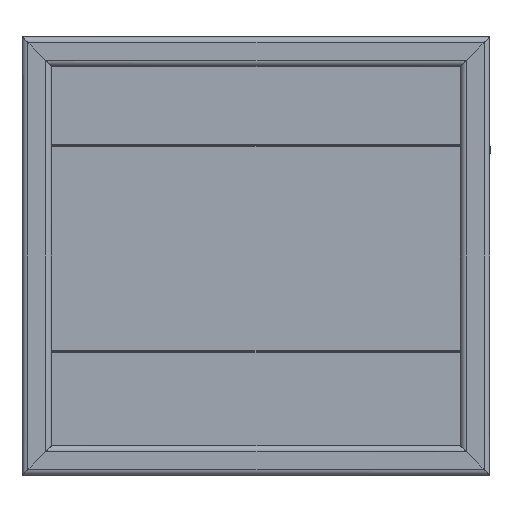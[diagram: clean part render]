
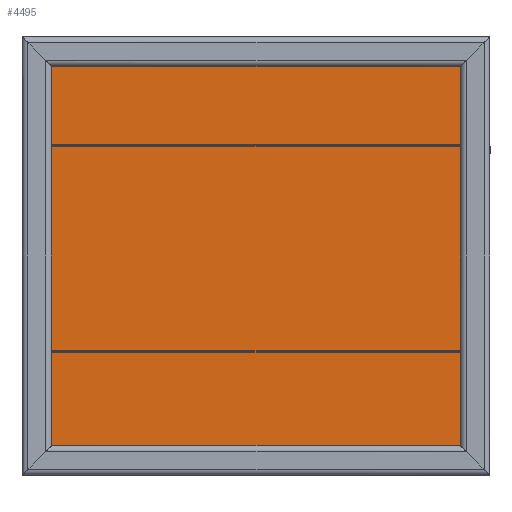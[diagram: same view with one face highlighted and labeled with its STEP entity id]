
A CAD part, front view. The second image highlights one B-rep face of the part: STEP entity #4495.
In plain terms, the highlighted face is planar.
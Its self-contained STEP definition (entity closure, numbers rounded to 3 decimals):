
#170 = CARTESIAN_POINT ( 'NONE',  ( -20., 20., 20. ) ) ;
#1029 = VECTOR ( 'NONE', #4422, 1000. ) ;
#1675 = VERTEX_POINT ( 'NONE', #14538 ) ;
#2454 = FACE_OUTER_BOUND ( 'NONE', #7998, .T. ) ;
#2750 = LINE ( 'NONE', #8304, #9838 ) ;
#3161 = DIRECTION ( 'NONE',  ( 1., 0., 0. ) ) ;
#3832 = EDGE_CURVE ( 'NONE', #6076, #8542, #6834, .T. ) ;
#4422 = DIRECTION ( 'NONE',  ( 1., 0., 0. ) ) ;
#4489 = EDGE_CURVE ( 'NONE', #14299, #6076, #17269, .T. ) ;
#4495 = ADVANCED_FACE ( 'NONE', ( #2454 ), #4552, .F. ) ;
#4496 = CARTESIAN_POINT ( 'NONE',  ( 0., 0., 20. ) ) ;
#4498 = CARTESIAN_POINT ( 'NONE',  ( -20., -570., 20. ) ) ;
#4552 = PLANE ( 'NONE',  #5334 ) ;
#5334 = AXIS2_PLACEMENT_3D ( 'NONE', #4496, #13915, #3161 ) ;
#5347 = DIRECTION ( 'NONE',  ( -1., 0., 0. ) ) ;
#5571 = VECTOR ( 'NONE', #16390, 1000. ) ;
#5835 = CARTESIAN_POINT ( 'NONE',  ( -20., 20., 20. ) ) ;
#6076 = VERTEX_POINT ( 'NONE', #4498 ) ;
#6334 = ORIENTED_EDGE ( 'NONE', *, *, #15198, .F. ) ;
#6834 = LINE ( 'NONE', #15283, #1029 ) ;
#7998 = EDGE_LOOP ( 'NONE', ( #17021, #6334, #13125, #8635 ) ) ;
#8304 = CARTESIAN_POINT ( 'NONE',  ( 610., 20., 20. ) ) ;
#8373 = EDGE_CURVE ( 'NONE', #8542, #1675, #2750, .T. ) ;
#8542 = VERTEX_POINT ( 'NONE', #14073 ) ;
#8635 = ORIENTED_EDGE ( 'NONE', *, *, #3832, .F. ) ;
#9838 = VECTOR ( 'NONE', #16245, 1000. ) ;
#11700 = VECTOR ( 'NONE', #5347, 1000. ) ;
#13125 = ORIENTED_EDGE ( 'NONE', *, *, #8373, .F. ) ;
#13346 = CARTESIAN_POINT ( 'NONE',  ( -20., 20., 20. ) ) ;
#13915 = DIRECTION ( 'NONE',  ( 0., 0., 1. ) ) ;
#14073 = CARTESIAN_POINT ( 'NONE',  ( 610., -570., 20. ) ) ;
#14299 = VERTEX_POINT ( 'NONE', #170 ) ;
#14538 = CARTESIAN_POINT ( 'NONE',  ( 610., 20., 20. ) ) ;
#14861 = LINE ( 'NONE', #13346, #11700 ) ;
#15198 = EDGE_CURVE ( 'NONE', #1675, #14299, #14861, .T. ) ;
#15283 = CARTESIAN_POINT ( 'NONE',  ( -20., -570., 20. ) ) ;
#16245 = DIRECTION ( 'NONE',  ( 0., 1., 0. ) ) ;
#16390 = DIRECTION ( 'NONE',  ( 0., -1., 0. ) ) ;
#17021 = ORIENTED_EDGE ( 'NONE', *, *, #4489, .F. ) ;
#17269 = LINE ( 'NONE', #5835, #5571 ) ;
